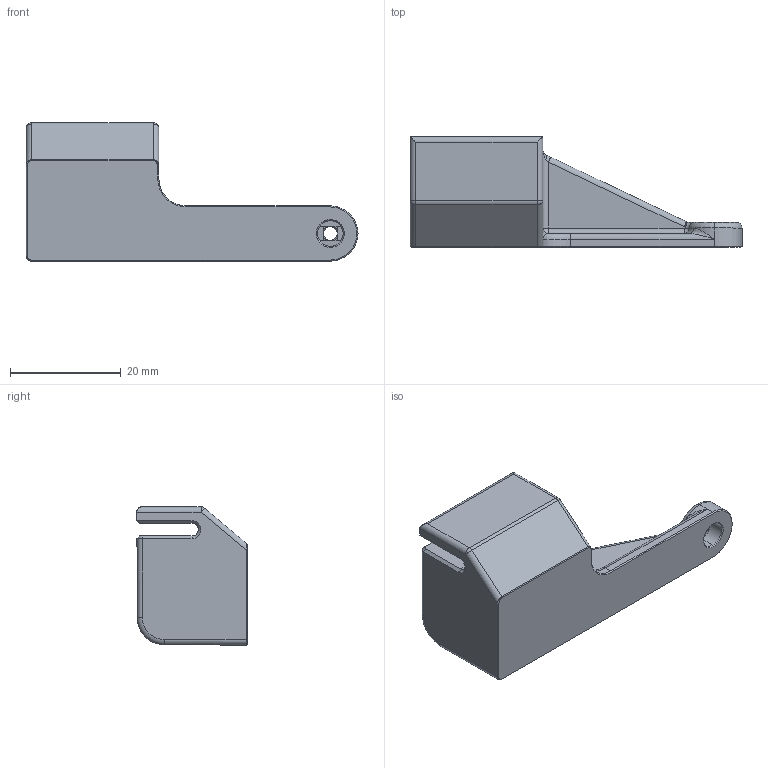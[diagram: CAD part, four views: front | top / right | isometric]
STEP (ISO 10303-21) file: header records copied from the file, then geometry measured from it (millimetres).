
FILE_DESCRIPTION (( 'STEP AP214' ), '1' );
FILE_NAME ('Brazo (1 Pieza).STEP', '2024-09-02T05:01:01', ( '' ), ( '' ), 'SwSTEP 2.0', 'SolidWorks 2023', '' );
FILE_SCHEMA (( 'AUTOMOTIVE_DESIGN' ));
Length unit declared in the file: millimetre
Products named in the file (1): Brazo (1 Pieza)
Bounding box: 60 x 20 x 25 mm (x, y, z)
Volume: 7940.2 mm3; surface area: 4792.6 mm2
Topology: 1 solids, 1 shells, 138 faces, 322 edges, 179 vertices
Faces by surface type: plane 44, cylinder 43, cone 15, bspline 15, torus 13, sphere 8
Entity records: 4338 total; most frequent: CARTESIAN_POINT 1337, ORIENTED_EDGE 630, DIRECTION 627, EDGE_CURVE 315, AXIS2_PLACEMENT_3D 240, VERTEX_POINT 179, LINE 147, VECTOR 147
